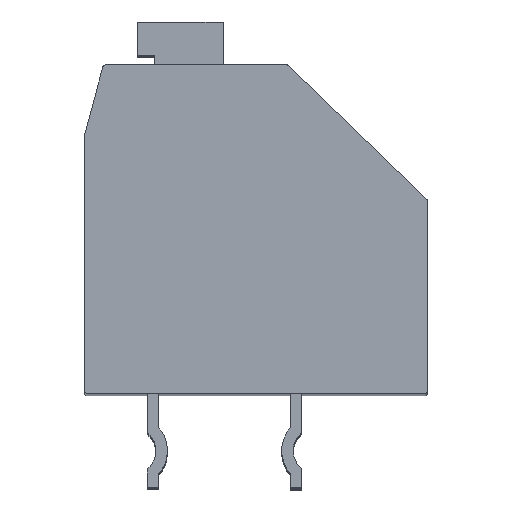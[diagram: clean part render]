
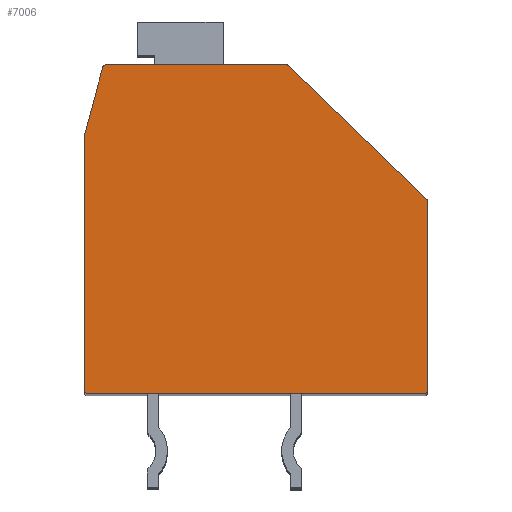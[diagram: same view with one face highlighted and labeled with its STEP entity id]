
A CAD part, top view. The second image highlights one B-rep face of the part: STEP entity #7006.
In plain terms, the highlighted planar face has unit normal (0, 0, 1).
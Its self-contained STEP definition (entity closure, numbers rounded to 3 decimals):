
#407=CARTESIAN_POINT('',(5.9,0.978,2.75));
#408=DIRECTION('',(0.,0.,1.));
#409=DIRECTION('',(1.,0.,0.));
#410=AXIS2_PLACEMENT_3D('',#407,#408,#409);
#412=DIRECTION('',(0.,1.,0.));
#413=VECTOR('',#412,6.628);
#414=CARTESIAN_POINT('',(6.,-5.65,2.75));
#415=LINE('',#414,#413);
#416=CARTESIAN_POINT('',(5.9,-5.65,2.75));
#417=DIRECTION('',(0.,0.,1.));
#418=DIRECTION('',(0.,-1.,0.));
#419=AXIS2_PLACEMENT_3D('',#416,#417,#418);
#421=DIRECTION('',(1.,0.,0.));
#422=VECTOR('',#421,11.8);
#423=CARTESIAN_POINT('',(-5.9,-5.75,2.75));
#424=LINE('',#423,#422);
#425=CARTESIAN_POINT('',(-5.9,-5.65,2.75));
#426=DIRECTION('',(0.,0.,1.));
#427=DIRECTION('',(-1.,0.,0.));
#428=AXIS2_PLACEMENT_3D('',#425,#426,#427);
#430=DIRECTION('',(0.,-1.,0.));
#431=VECTOR('',#430,8.937);
#432=CARTESIAN_POINT('',(-6.,3.287,2.75));
#433=LINE('',#432,#431);
#434=CARTESIAN_POINT('',(-5.9,3.287,2.75));
#435=DIRECTION('',(0.,0.,-1.));
#436=DIRECTION('',(-1.,0.,0.));
#437=AXIS2_PLACEMENT_3D('',#434,#435,#436);
#439=DIRECTION('',(-0.26,-0.966,0.));
#440=VECTOR('',#439,2.447);
#441=CARTESIAN_POINT('',(-5.36,5.676,2.75));
#442=LINE('',#441,#440);
#443=CARTESIAN_POINT('',(-5.263,5.65,2.75));
#444=DIRECTION('',(0.,0.,1.));
#445=DIRECTION('',(0.,1.,0.));
#446=AXIS2_PLACEMENT_3D('',#443,#444,#445);
#448=DIRECTION('',(-1.,0.,0.));
#449=VECTOR('',#448,6.323);
#450=CARTESIAN_POINT('',(1.06,5.75,2.75));
#451=LINE('',#450,#449);
#452=CARTESIAN_POINT('',(1.06,5.65,2.75));
#453=DIRECTION('',(0.,0.,1.));
#454=DIRECTION('',(0.695,0.719,0.));
#455=AXIS2_PLACEMENT_3D('',#452,#453,#454);
#457=DIRECTION('',(-0.719,0.695,0.));
#458=VECTOR('',#457,6.728);
#459=CARTESIAN_POINT('',(5.969,1.049,2.75));
#460=LINE('',#459,#458);
#5143=CARTESIAN_POINT('',(6.,0.978,2.75));
#5144=VERTEX_POINT('',#5143);
#5145=CARTESIAN_POINT('',(5.969,1.049,2.75));
#5146=VERTEX_POINT('',#5145);
#5151=CARTESIAN_POINT('',(5.9,-5.75,2.75));
#5152=VERTEX_POINT('',#5151);
#5153=CARTESIAN_POINT('',(6.,-5.65,2.75));
#5154=VERTEX_POINT('',#5153);
#5159=CARTESIAN_POINT('',(1.129,5.722,2.75));
#5160=CARTESIAN_POINT('',(1.06,5.75,2.75));
#5161=VERTEX_POINT('',#5159);
#5162=VERTEX_POINT('',#5160);
#5163=CARTESIAN_POINT('',(-5.263,5.75,2.75));
#5164=CARTESIAN_POINT('',(-5.36,5.676,2.75));
#5165=VERTEX_POINT('',#5163);
#5166=VERTEX_POINT('',#5164);
#5171=CARTESIAN_POINT('',(-6.,3.287,2.75));
#5173=VERTEX_POINT('',#5171);
#5177=CARTESIAN_POINT('',(-5.997,3.313,2.75));
#5178=VERTEX_POINT('',#5177);
#5183=CARTESIAN_POINT('',(-6.,-5.65,2.75));
#5184=VERTEX_POINT('',#5183);
#5185=CARTESIAN_POINT('',(-5.9,-5.75,2.75));
#5186=VERTEX_POINT('',#5185);
#6984=CARTESIAN_POINT('',(0.,0.,2.75));
#6985=DIRECTION('',(0.,0.,1.));
#6986=DIRECTION('',(1.,0.,0.));
#6987=AXIS2_PLACEMENT_3D('',#6984,#6985,#6986);
#6988=PLANE('',#6987);
#6989=ORIENTED_EDGE('',*,*,#6665,.F.);
#6990=ORIENTED_EDGE('',*,*,#6681,.F.);
#6991=ORIENTED_EDGE('',*,*,#6694,.F.);
#6992=ORIENTED_EDGE('',*,*,#6709,.F.);
#6993=ORIENTED_EDGE('',*,*,#6922,.F.);
#6994=ORIENTED_EDGE('',*,*,#6935,.F.);
#6995=ORIENTED_EDGE('',*,*,#6951,.T.);
#6996=ORIENTED_EDGE('',*,*,#6963,.F.);
#6997=ORIENTED_EDGE('',*,*,#6975,.F.);
#6999=ORIENTED_EDGE('',*,*,#6998,.F.);
#7001=ORIENTED_EDGE('',*,*,#7000,.F.);
#7003=ORIENTED_EDGE('',*,*,#7002,.F.);
#7004=EDGE_LOOP('',(#6989,#6990,#6991,#6992,#6993,#6994,#6995,#6996,#6997,#6999,
#7001,#7003));
#7005=FACE_OUTER_BOUND('',#7004,.F.);
#7006=ADVANCED_FACE('',(#7005),#6988,.T.);
#411=CIRCLE('',#410,0.1);
#420=CIRCLE('',#419,0.1);
#429=CIRCLE('',#428,0.1);
#438=CIRCLE('',#437,0.1);
#447=CIRCLE('',#446,0.1);
#456=CIRCLE('',#455,0.1);
#6665=EDGE_CURVE('',#5144,#5146,#411,.T.);
#6681=EDGE_CURVE('',#5154,#5144,#415,.T.);
#6694=EDGE_CURVE('',#5152,#5154,#420,.T.);
#6709=EDGE_CURVE('',#5186,#5152,#424,.T.);
#6922=EDGE_CURVE('',#5184,#5186,#429,.T.);
#6935=EDGE_CURVE('',#5173,#5184,#433,.T.);
#6951=EDGE_CURVE('',#5173,#5178,#438,.T.);
#6963=EDGE_CURVE('',#5166,#5178,#442,.T.);
#6975=EDGE_CURVE('',#5165,#5166,#447,.T.);
#6998=EDGE_CURVE('',#5162,#5165,#451,.T.);
#7000=EDGE_CURVE('',#5161,#5162,#456,.T.);
#7002=EDGE_CURVE('',#5146,#5161,#460,.T.);
